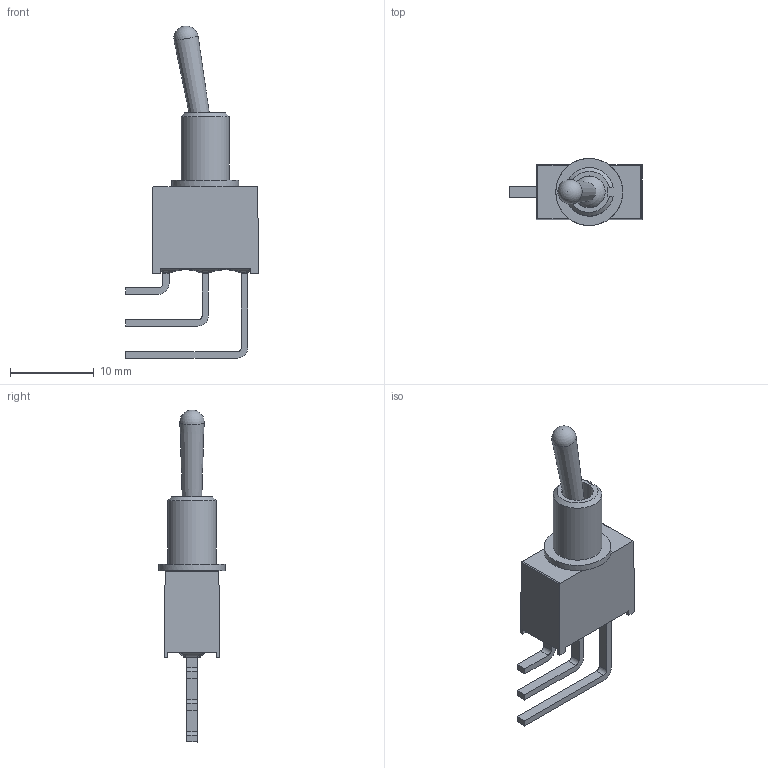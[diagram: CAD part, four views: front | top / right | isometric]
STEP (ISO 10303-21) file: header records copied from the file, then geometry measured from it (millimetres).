
FILE_DESCRIPTION(/* description */ (''),/* implementation_level */ '2;1');
FILE_NAME(/* name */ '100AWSPxT1B1M7xE.stp',/* time_stamp */ '2025-05-01T10:09:00-05:00',/* author */ ('mroman'),/* organization */ (''),/* preprocessor_version */ 'ST-DEVELOPER v18.1',/* originating_system */ 'Autodesk Inventor 2022',/* authorisation */ '');
FILE_SCHEMA (('AUTOMOTIVE_DESIGN { 1 0 10303 214 3 1 1 }'));
Length unit declared in the file: inch
Products named in the file (1): 100AWSPxT1B1M7xE
Bounding box: 15.88 x 8 x 39.65 mm (x, y, z)
Volume: 1110.8 mm3; surface area: 1118.8 mm2
Topology: 1 solids, 2 shells, 99 faces, 281 edges, 186 vertices
Faces by surface type: plane 68, cylinder 18, bspline 8, sphere 3, cone 2
Full cylindrical faces by diameter (mm): 3.8 x2, 8 x1
Entity records: 3620 total; most frequent: CARTESIAN_POINT 1079, ORIENTED_EDGE 558, DIRECTION 466, EDGE_CURVE 279, VERTEX_POINT 186, LINE 178, VECTOR 178, AXIS2_PLACEMENT_3D 144
